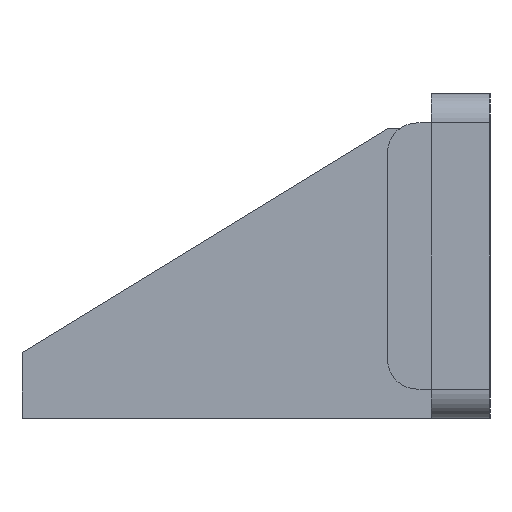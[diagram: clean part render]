
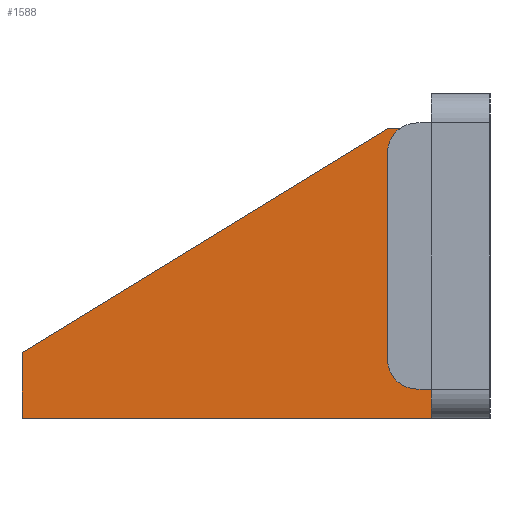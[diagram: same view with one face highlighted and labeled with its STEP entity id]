
A CAD part, left-side view. The second image highlights one B-rep face of the part: STEP entity #1588.
In plain terms, the highlighted planar face has unit normal (-1, 0, 0).
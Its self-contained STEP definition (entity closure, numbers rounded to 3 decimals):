
#32=CARTESIAN_POINT('',(-33.75,-48.,96.855));
#33=VERTEX_POINT('',#32);
#34=CARTESIAN_POINT('',(-33.75,-48.,101.355));
#35=VERTEX_POINT('',#34);
#36=CARTESIAN_POINT('',(-33.75,-48.,96.855));
#37=DIRECTION('',(0.,0.,1.));
#38=VECTOR('',#37,4.5);
#39=LINE('',#36,#38);
#40=EDGE_CURVE('',#33,#35,#39,.T.);
#351=CARTESIAN_POINT('',(-33.75,-78.,116.655));
#352=VERTEX_POINT('',#351);
#359=CARTESIAN_POINT('',(-33.75,-78.,98.855));
#360=VERTEX_POINT('',#359);
#361=CARTESIAN_POINT('',(-33.75,-78.,98.855));
#362=DIRECTION('',(0.,0.,1.));
#363=VECTOR('',#362,17.8);
#364=LINE('',#361,#363);
#365=EDGE_CURVE('',#360,#352,#364,.T.);
#529=CARTESIAN_POINT('',(-33.75,-76.,98.855));
#530=VERTEX_POINT('',#529);
#531=CARTESIAN_POINT('',(-33.75,-76.,98.855));
#532=DIRECTION('',(0.,-1.,0.));
#533=VECTOR('',#532,2.);
#534=LINE('',#531,#533);
#535=EDGE_CURVE('',#530,#360,#534,.T.);
#848=CARTESIAN_POINT('',(-33.75,-76.,96.855));
#849=VERTEX_POINT('',#848);
#850=CARTESIAN_POINT('',(-33.75,-76.,98.855));
#851=DIRECTION('',(0.,0.,-1.));
#852=VECTOR('',#851,2.);
#853=LINE('',#850,#852);
#854=EDGE_CURVE('',#530,#849,#853,.T.);
#1014=CARTESIAN_POINT('',(-33.75,-48.,96.855));
#1015=DIRECTION('',(0.,-1.,0.));
#1016=VECTOR('',#1015,28.);
#1017=LINE('',#1014,#1016);
#1018=EDGE_CURVE('',#33,#849,#1017,.T.);
#1517=CARTESIAN_POINT('',(-33.75,-73.,116.655));
#1518=VERTEX_POINT('',#1517);
#1525=CARTESIAN_POINT('',(-33.75,-73.,116.655));
#1526=DIRECTION('',(0.,-1.,0.));
#1527=VECTOR('',#1526,5.);
#1528=LINE('',#1525,#1527);
#1529=EDGE_CURVE('',#1518,#352,#1528,.T.);
#1569=CARTESIAN_POINT('',(-33.75,-48.,107.955));
#1570=DIRECTION('',(1.,0.,0.));
#1571=DIRECTION('',(0.,0.,-1.));
#1572=AXIS2_PLACEMENT_3D('',#1569,#1570,#1571);
#1573=PLANE('',#1572);
#1574=ORIENTED_EDGE('',*,*,#1529,.F.);
#1575=CARTESIAN_POINT('',(-33.75,-73.,116.655));
#1576=DIRECTION('',(0.,0.853,-0.522));
#1577=VECTOR('',#1576,29.31);
#1578=LINE('',#1575,#1577);
#1579=EDGE_CURVE('',#1518,#35,#1578,.T.);
#1580=ORIENTED_EDGE('',*,*,#1579,.T.);
#1581=ORIENTED_EDGE('',*,*,#40,.F.);
#1582=ORIENTED_EDGE('',*,*,#1018,.T.);
#1583=ORIENTED_EDGE('',*,*,#854,.F.);
#1584=ORIENTED_EDGE('',*,*,#535,.T.);
#1585=ORIENTED_EDGE('',*,*,#365,.T.);
#1586=EDGE_LOOP('',(#1574,#1580,#1581,#1582,#1583,#1584,#1585));
#1587=FACE_BOUND('',#1586,.T.);
#1588=ADVANCED_FACE('',(#1587),#1573,.F.);
